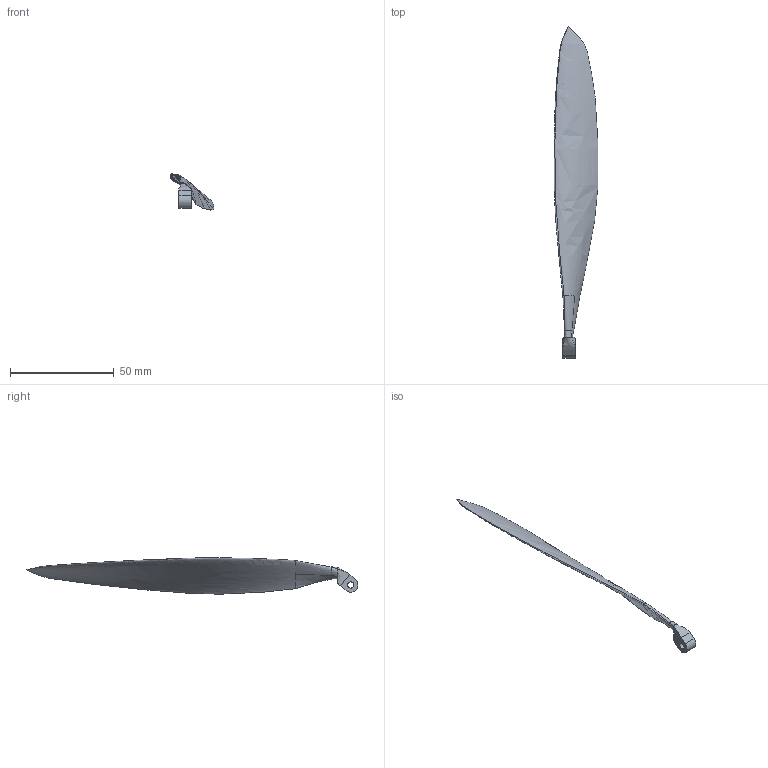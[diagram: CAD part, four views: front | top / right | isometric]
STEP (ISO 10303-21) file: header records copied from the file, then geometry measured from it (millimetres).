
FILE_DESCRIPTION(/* description */ ('Alibre Inc.'),/* implementation_level */ '2;1');
FILE_NAME(/* name */ 'export0',/* time_stamp */ '2018-11-04T19:52:32+01:00',/* author */ (''),/* organization */ (''),/* preprocessor_version */ 'ST-DEVELOPER v17',/* originating_system */ 'Alibre',/* authorisation */ '');
FILE_SCHEMA (('AUTOMOTIVE_DESIGN'));
Length unit declared in the file: metre
Bounding box: 21.17 x 160 x 17.54 mm (x, y, z)
Volume: 5403.3 mm3; surface area: 6515.5 mm2
Topology: 1 solids, 1 shells, 20 faces, 48 edges, 27 vertices
Faces by surface type: bspline 14, plane 4, cylinder 2
Full cylindrical faces by diameter (mm): 3 x1
Entity records: 3710 total; most frequent: CARTESIAN_POINT 3333, ORIENTED_EDGE 88, EDGE_CURVE 44, DIRECTION 40, VERTEX_POINT 27, EDGE_LOOP 23, FACE_BOUND 23, B_SPLINE_CURVE_WITH_KNOTS 22
